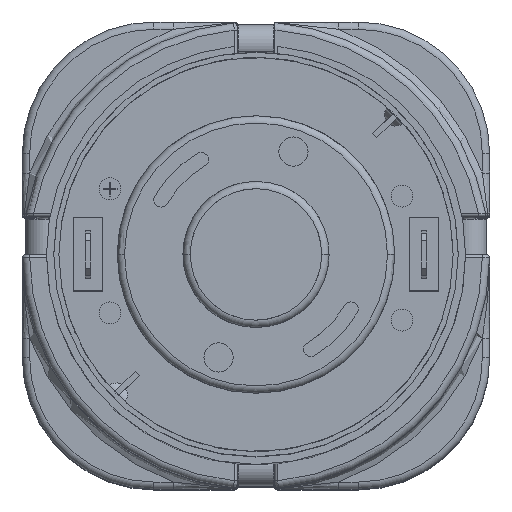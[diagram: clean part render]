
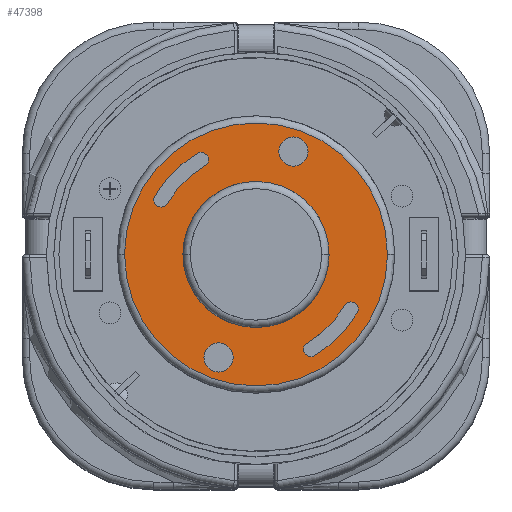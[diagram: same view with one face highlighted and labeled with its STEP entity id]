
A CAD part, top view. The second image highlights one B-rep face of the part: STEP entity #47398.
In plain terms, the highlighted face is planar.
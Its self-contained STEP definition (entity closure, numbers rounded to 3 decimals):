
#43904=CARTESIAN_POINT('',(0.,37.8,0.));
#43905=DIRECTION('',(0.,-1.,0.));
#43906=DIRECTION('',(1.,0.,0.01));
#43907=AXIS2_PLACEMENT_3D('',#43904,#43905,#43906);
#43912=CARTESIAN_POINT('',(0.,37.8,0.));
#43913=DIRECTION('',(0.,-1.,0.));
#43914=DIRECTION('',(-1.,0.,-0.01));
#43915=AXIS2_PLACEMENT_3D('',#43912,#43913,#43914);
#43920=CARTESIAN_POINT('',(0.,37.8,0.));
#43921=DIRECTION('',(0.,1.,0.));
#43922=DIRECTION('',(-1.,0.,0.));
#43923=AXIS2_PLACEMENT_3D('',#43920,#43921,#43922);
#43928=CARTESIAN_POINT('',(0.,37.8,0.));
#43929=DIRECTION('',(0.,1.,0.));
#43930=DIRECTION('',(1.,0.,0.));
#43931=AXIS2_PLACEMENT_3D('',#43928,#43929,#43930);
#43936=CARTESIAN_POINT('',(-2.565,37.8,7.048));
#43937=DIRECTION('',(0.,1.,0.));
#43938=DIRECTION('',(-1.,0.,0.));
#43939=AXIS2_PLACEMENT_3D('',#43936,#43937,#43938);
#43944=CARTESIAN_POINT('',(-2.565,37.8,7.048));
#43945=DIRECTION('',(0.,1.,0.));
#43946=DIRECTION('',(1.,0.,0.));
#43947=AXIS2_PLACEMENT_3D('',#43944,#43945,#43946);
#43952=CARTESIAN_POINT('',(2.565,37.8,-7.048));
#43953=DIRECTION('',(0.,1.,0.));
#43954=DIRECTION('',(-1.,0.,0.));
#43955=AXIS2_PLACEMENT_3D('',#43952,#43953,#43954);
#43960=CARTESIAN_POINT('',(2.565,37.8,-7.048));
#43961=DIRECTION('',(0.,1.,0.));
#43962=DIRECTION('',(1.,0.,0.));
#43963=AXIS2_PLACEMENT_3D('',#43960,#43961,#43962);
#43968=CARTESIAN_POINT('',(-6.495,37.8,-3.75));
#43969=DIRECTION('',(0.,1.,0.));
#43970=DIRECTION('',(-0.866,0.,-0.5));
#43971=AXIS2_PLACEMENT_3D('',#43968,#43969,#43970);
#43976=CARTESIAN_POINT('',(-6.495,37.8,-3.75));
#43977=DIRECTION('',(0.,1.,0.));
#43978=DIRECTION('',(-1.,0.,0.));
#43979=AXIS2_PLACEMENT_3D('',#43976,#43977,#43978);
#43984=CARTESIAN_POINT('',(0.,37.8,0.));
#43985=DIRECTION('',(0.,-1.,0.));
#43986=DIRECTION('',(-0.866,0.,-0.5));
#43987=AXIS2_PLACEMENT_3D('',#43984,#43985,#43986);
#43992=CARTESIAN_POINT('',(-3.75,37.8,-6.495));
#43993=DIRECTION('',(0.,1.,0.));
#43994=DIRECTION('',(0.5,0.,0.866));
#43995=AXIS2_PLACEMENT_3D('',#43992,#43993,#43994);
#44000=CARTESIAN_POINT('',(-3.75,37.8,-6.495));
#44001=DIRECTION('',(0.,1.,0.));
#44002=DIRECTION('',(1.,0.,0.));
#44003=AXIS2_PLACEMENT_3D('',#44000,#44001,#44002);
#44008=CARTESIAN_POINT('',(0.,37.8,0.));
#44009=DIRECTION('',(0.,1.,0.));
#44010=DIRECTION('',(-0.5,0.,-0.866));
#44011=AXIS2_PLACEMENT_3D('',#44008,#44009,#44010);
#44016=CARTESIAN_POINT('',(3.75,37.8,6.495));
#44017=DIRECTION('',(0.,1.,0.));
#44018=DIRECTION('',(-0.5,0.,-0.866));
#44019=AXIS2_PLACEMENT_3D('',#44016,#44017,#44018);
#44024=CARTESIAN_POINT('',(3.75,37.8,6.495));
#44025=DIRECTION('',(0.,1.,0.));
#44026=DIRECTION('',(-1.,0.,0.));
#44027=AXIS2_PLACEMENT_3D('',#44024,#44025,#44026);
#44032=CARTESIAN_POINT('',(0.,37.8,0.));
#44033=DIRECTION('',(0.,1.,0.));
#44034=DIRECTION('',(0.5,0.,0.866));
#44035=AXIS2_PLACEMENT_3D('',#44032,#44033,#44034);
#44040=CARTESIAN_POINT('',(6.495,37.8,3.75));
#44041=DIRECTION('',(0.,1.,0.));
#44042=DIRECTION('',(0.866,0.,0.5));
#44043=AXIS2_PLACEMENT_3D('',#44040,#44041,#44042);
#44048=CARTESIAN_POINT('',(6.495,37.8,3.75));
#44049=DIRECTION('',(0.,1.,0.));
#44050=DIRECTION('',(1.,0.,0.));
#44051=AXIS2_PLACEMENT_3D('',#44048,#44049,#44050);
#44056=CARTESIAN_POINT('',(0.,37.8,0.));
#44057=DIRECTION('',(0.,-1.,0.));
#44058=DIRECTION('',(0.866,0.,0.5));
#44059=AXIS2_PLACEMENT_3D('',#44056,#44057,#44058);
#44064=CARTESIAN_POINT('',(0.,37.8,0.));
#44065=DIRECTION('',(0.,1.,0.));
#44066=DIRECTION('',(1.,0.,0.01));
#44067=AXIS2_PLACEMENT_3D('',#44064,#44065,#44066);
#44096=CARTESIAN_POINT('',(0.,37.8,0.));
#44097=DIRECTION('',(0.,1.,0.));
#44098=DIRECTION('',(-1.,0.,-0.01));
#44099=AXIS2_PLACEMENT_3D('',#44096,#44097,#44098);
#46243=CARTESIAN_POINT('',(-3.565,37.8,7.048));
#46244=CARTESIAN_POINT('',(-1.565,37.8,7.048));
#46245=VERTEX_POINT('',#46243);
#46246=VERTEX_POINT('',#46244);
#46247=CARTESIAN_POINT('',(9.,37.8,0.086));
#46248=CARTESIAN_POINT('',(9.,37.8,-0.007));
#46249=VERTEX_POINT('',#46247);
#46250=VERTEX_POINT('',#46248);
#46251=CARTESIAN_POINT('',(-9.,37.8,0.007));
#46252=VERTEX_POINT('',#46251);
#46253=CARTESIAN_POINT('',(-9.,37.8,-0.086));
#46254=VERTEX_POINT('',#46253);
#46255=CARTESIAN_POINT('',(-5.,37.8,0.));
#46256=CARTESIAN_POINT('',(5.,37.8,0.));
#46257=VERTEX_POINT('',#46255);
#46258=VERTEX_POINT('',#46256);
#46259=CARTESIAN_POINT('',(1.565,37.8,-7.048));
#46260=CARTESIAN_POINT('',(3.565,37.8,-7.048));
#46261=VERTEX_POINT('',#46259);
#46262=VERTEX_POINT('',#46260);
#46263=CARTESIAN_POINT('',(-6.928,37.8,-4.));
#46264=CARTESIAN_POINT('',(-6.995,37.8,-3.75));
#46265=VERTEX_POINT('',#46263);
#46266=VERTEX_POINT('',#46264);
#46267=CARTESIAN_POINT('',(-6.062,37.8,-3.5));
#46268=VERTEX_POINT('',#46267);
#46269=CARTESIAN_POINT('',(-3.5,37.8,-6.062));
#46270=VERTEX_POINT('',#46269);
#46271=CARTESIAN_POINT('',(-3.25,37.8,-6.495));
#46272=VERTEX_POINT('',#46271);
#46273=CARTESIAN_POINT('',(-4.,37.8,-6.928));
#46274=VERTEX_POINT('',#46273);
#46275=CARTESIAN_POINT('',(3.5,37.8,6.062));
#46276=CARTESIAN_POINT('',(3.25,37.8,6.495));
#46277=VERTEX_POINT('',#46275);
#46278=VERTEX_POINT('',#46276);
#46279=CARTESIAN_POINT('',(4.,37.8,6.928));
#46280=VERTEX_POINT('',#46279);
#46281=CARTESIAN_POINT('',(6.928,37.8,4.));
#46282=VERTEX_POINT('',#46281);
#46283=CARTESIAN_POINT('',(6.995,37.8,3.75));
#46284=VERTEX_POINT('',#46283);
#46285=CARTESIAN_POINT('',(6.062,37.8,3.5));
#46286=VERTEX_POINT('',#46285);
#47338=CARTESIAN_POINT('',(0.,37.8,0.));
#47339=DIRECTION('',(0.,1.,0.));
#47340=DIRECTION('',(1.,0.,0.));
#47341=AXIS2_PLACEMENT_3D('',#47338,#47339,#47340);
#47342=PLANE('',#47341);
#47344=ORIENTED_EDGE('',*,*,#47343,.F.);
#47346=ORIENTED_EDGE('',*,*,#47345,.T.);
#47348=ORIENTED_EDGE('',*,*,#47347,.F.);
#47350=ORIENTED_EDGE('',*,*,#47349,.T.);
#47351=EDGE_LOOP('',(#47344,#47346,#47348,#47350));
#47352=FACE_OUTER_BOUND('',#47351,.F.);
#47354=ORIENTED_EDGE('',*,*,#47353,.T.);
#47356=ORIENTED_EDGE('',*,*,#47355,.T.);
#47357=EDGE_LOOP('',(#47354,#47356));
#47358=FACE_BOUND('',#47357,.F.);
#47359=ORIENTED_EDGE('',*,*,#47321,.T.);
#47361=ORIENTED_EDGE('',*,*,#47360,.T.);
#47362=EDGE_LOOP('',(#47359,#47361));
#47363=FACE_BOUND('',#47362,.F.);
#47365=ORIENTED_EDGE('',*,*,#47364,.T.);
#47367=ORIENTED_EDGE('',*,*,#47366,.T.);
#47368=EDGE_LOOP('',(#47365,#47367));
#47369=FACE_BOUND('',#47368,.F.);
#47371=ORIENTED_EDGE('',*,*,#47370,.T.);
#47373=ORIENTED_EDGE('',*,*,#47372,.T.);
#47375=ORIENTED_EDGE('',*,*,#47374,.T.);
#47377=ORIENTED_EDGE('',*,*,#47376,.T.);
#47379=ORIENTED_EDGE('',*,*,#47378,.T.);
#47381=ORIENTED_EDGE('',*,*,#47380,.T.);
#47382=EDGE_LOOP('',(#47371,#47373,#47375,#47377,#47379,#47381));
#47383=FACE_BOUND('',#47382,.F.);
#47385=ORIENTED_EDGE('',*,*,#47384,.T.);
#47387=ORIENTED_EDGE('',*,*,#47386,.T.);
#47389=ORIENTED_EDGE('',*,*,#47388,.T.);
#47391=ORIENTED_EDGE('',*,*,#47390,.T.);
#47393=ORIENTED_EDGE('',*,*,#47392,.T.);
#47395=ORIENTED_EDGE('',*,*,#47394,.T.);
#47396=EDGE_LOOP('',(#47385,#47387,#47389,#47391,#47393,#47395));
#47397=FACE_BOUND('',#47396,.F.);
#47398=ADVANCED_FACE('',(#47352,#47358,#47363,#47369,#47383,#47397),#47342,.T.);
#43908=CIRCLE('',#43907,9.);
#43916=CIRCLE('',#43915,9.);
#43924=CIRCLE('',#43923,5.);
#43932=CIRCLE('',#43931,5.);
#43940=CIRCLE('',#43939,1.);
#43948=CIRCLE('',#43947,1.);
#43956=CIRCLE('',#43955,1.);
#43964=CIRCLE('',#43963,1.);
#43972=CIRCLE('',#43971,0.5);
#43980=CIRCLE('',#43979,0.5);
#43988=CIRCLE('',#43987,7.);
#43996=CIRCLE('',#43995,0.5);
#44004=CIRCLE('',#44003,0.5);
#44012=CIRCLE('',#44011,8.);
#44020=CIRCLE('',#44019,0.5);
#44028=CIRCLE('',#44027,0.5);
#44036=CIRCLE('',#44035,8.);
#44044=CIRCLE('',#44043,0.5);
#44052=CIRCLE('',#44051,0.5);
#44060=CIRCLE('',#44059,7.);
#44068=CIRCLE('',#44067,9.);
#44100=CIRCLE('',#44099,9.);
#47321=EDGE_CURVE('',#46245,#46246,#43940,.T.);
#47343=EDGE_CURVE('',#46249,#46250,#44068,.T.);
#47345=EDGE_CURVE('',#46249,#46252,#43908,.T.);
#47347=EDGE_CURVE('',#46254,#46252,#44100,.T.);
#47349=EDGE_CURVE('',#46254,#46250,#43916,.T.);
#47353=EDGE_CURVE('',#46257,#46258,#43924,.T.);
#47355=EDGE_CURVE('',#46258,#46257,#43932,.T.);
#47360=EDGE_CURVE('',#46246,#46245,#43948,.T.);
#47364=EDGE_CURVE('',#46261,#46262,#43956,.T.);
#47366=EDGE_CURVE('',#46262,#46261,#43964,.T.);
#47370=EDGE_CURVE('',#46265,#46266,#43972,.T.);
#47372=EDGE_CURVE('',#46266,#46268,#43980,.T.);
#47374=EDGE_CURVE('',#46268,#46270,#43988,.T.);
#47376=EDGE_CURVE('',#46270,#46272,#43996,.T.);
#47378=EDGE_CURVE('',#46272,#46274,#44004,.T.);
#47380=EDGE_CURVE('',#46274,#46265,#44012,.T.);
#47384=EDGE_CURVE('',#46277,#46278,#44020,.T.);
#47386=EDGE_CURVE('',#46278,#46280,#44028,.T.);
#47388=EDGE_CURVE('',#46280,#46282,#44036,.T.);
#47390=EDGE_CURVE('',#46282,#46284,#44044,.T.);
#47392=EDGE_CURVE('',#46284,#46286,#44052,.T.);
#47394=EDGE_CURVE('',#46286,#46277,#44060,.T.);
